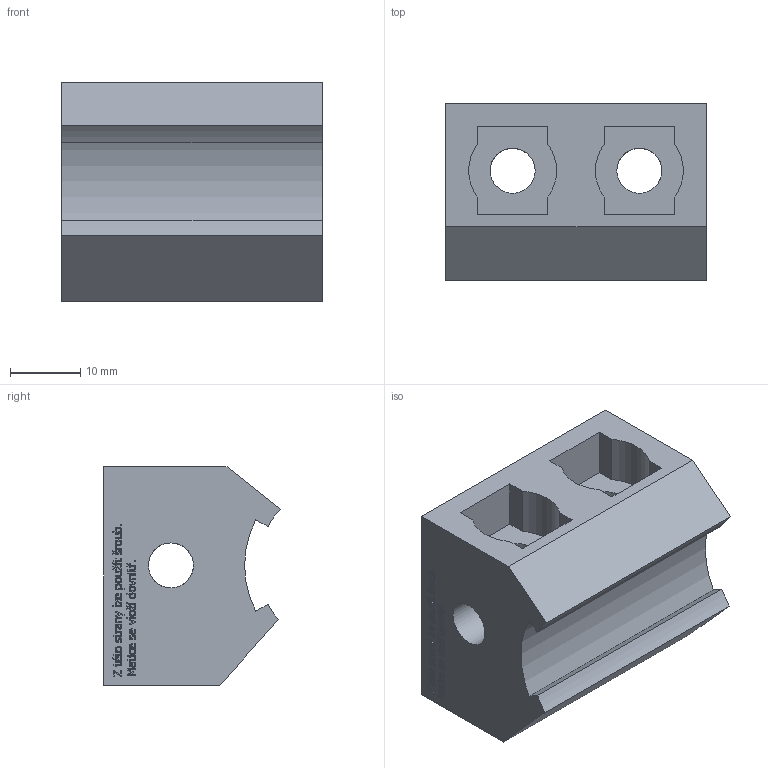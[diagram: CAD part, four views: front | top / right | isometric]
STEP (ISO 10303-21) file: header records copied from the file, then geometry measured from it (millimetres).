
FILE_DESCRIPTION(/* description */ ('Varioblok'),/* implementation_level */ '2;1');
FILE_NAME(/* name */ '623026.stp',/* time_stamp */ '2020-12-11T10:59:33+01:00',/* author */ ('Nockin'),/* organization */ ('Alutec K&K'),/* preprocessor_version */ 'ST-DEVELOPER v18.1',/* originating_system */ 'Autodesk Inventor 2021',/* authorisation */ '');
FILE_SCHEMA (('AUTOMOTIVE_DESIGN { 1 0 10303 214 3 1 1 }'));
Length unit declared in the file: millimetre
Products named in the file (1): 400-523-094AD28
Bounding box: 37 x 25 x 31 mm (x, y, z)
Volume: 18395.2 mm3; surface area: 7586.8 mm2
Topology: 1 solids, 1 shells, 753 faces, 2045 edges, 1364 vertices
Faces by surface type: plane 461, bspline 278, cylinder 14
Full cylindrical faces by diameter (mm): 6.4 x3
Entity records: 25931 total; most frequent: CARTESIAN_POINT 8059, ORIENTED_EDGE 4090, DIRECTION 2459, EDGE_CURVE 2045, LINE 1451, VECTOR 1451, VERTEX_POINT 1364, EDGE_LOOP 833
